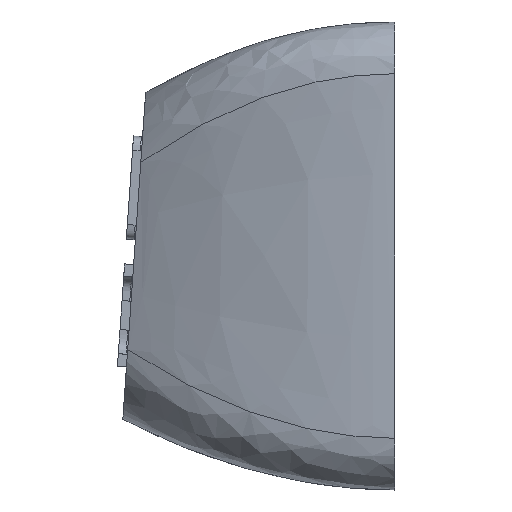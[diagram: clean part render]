
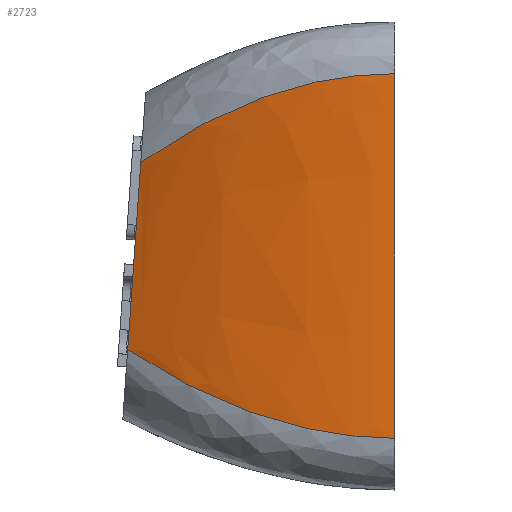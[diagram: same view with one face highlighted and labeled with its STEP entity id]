
A CAD part, left-side view. The second image highlights one B-rep face of the part: STEP entity #2723.
In plain terms, the highlighted free-form (B-spline) face has degree [3, 3] with [4, 4] control points.
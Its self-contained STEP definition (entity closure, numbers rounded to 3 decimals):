
#250=FACE_OUTER_BOUND('',#402,.T.);
#402=EDGE_LOOP('',(#2413,#2414,#2415,#2416));
#637=LINE('',#5962,#858);
#638=LINE('',#6011,#859);
#858=VECTOR('',#3246,10.);
#859=VECTOR('',#3249,10.);
#1007=B_SPLINE_CURVE_WITH_KNOTS('',3,(#5990,#5991,#5992,#5993),
 .UNSPECIFIED.,.F.,.F.,(4,4),(0.,1.),.UNSPECIFIED.);
#1008=B_SPLINE_CURVE_WITH_KNOTS('',3,(#6012,#6013,#6014,#6015),
 .UNSPECIFIED.,.F.,.F.,(4,4),(0.,1.),.UNSPECIFIED.);
#1280=VERTEX_POINT('',#5948);
#1286=VERTEX_POINT('',#5960);
#1288=VERTEX_POINT('',#5984);
#1289=VERTEX_POINT('',#6010);
#1676=EDGE_CURVE('',#1280,#1286,#637,.T.);
#1679=EDGE_CURVE('',#1288,#1280,#1007,.T.);
#1680=EDGE_CURVE('',#1288,#1289,#638,.T.);
#1681=EDGE_CURVE('',#1289,#1286,#1008,.T.);
#2413=ORIENTED_EDGE('',*,*,#1680,.F.);
#2414=ORIENTED_EDGE('',*,*,#1679,.T.);
#2415=ORIENTED_EDGE('',*,*,#1676,.T.);
#2416=ORIENTED_EDGE('',*,*,#1681,.F.);
#2582=B_SPLINE_SURFACE_WITH_KNOTS('',3,3,((#5994,#5995,#5996,#5997),(#5998,
#5999,#6000,#6001),(#6002,#6003,#6004,#6005),(#6006,#6007,#6008,#6009)),
 .UNSPECIFIED.,.F.,.F.,.F.,(4,4),(4,4),(0.,1.),(0.,1.),.UNSPECIFIED.);
#2723=ADVANCED_FACE('',(#250),#2582,.F.);
#3246=DIRECTION('',(0.,0.,1.));
#3249=DIRECTION('',(0.,-0.07,0.998));
#5948=CARTESIAN_POINT('',(0.,0.,2.));
#5960=CARTESIAN_POINT('',(0.,0.,16.1));
#5962=CARTESIAN_POINT('',(0.,0.,2.));
#5984=CARTESIAN_POINT('',(2.7,10.32,5.433));
#5990=CARTESIAN_POINT('Ctrl Pts',(2.7,10.32,5.433));
#5991=CARTESIAN_POINT('Ctrl Pts',(0.9,6.88,3.144));
#5992=CARTESIAN_POINT('Ctrl Pts',(0.,3.356,
2.));
#5993=CARTESIAN_POINT('Ctrl Pts',(0.,0.,2.));
#5994=CARTESIAN_POINT('Ctrl Pts',(2.7,10.32,5.433));
#5995=CARTESIAN_POINT('Ctrl Pts',(0.9,6.88,3.144));
#5996=CARTESIAN_POINT('Ctrl Pts',(0.,3.356,
2.));
#5997=CARTESIAN_POINT('Ctrl Pts',(0.,0.,2.));
#5998=CARTESIAN_POINT('Ctrl Pts',(2.7,10.221,6.843));
#5999=CARTESIAN_POINT('Ctrl Pts',(0.939,6.814,4.776));
#6000=CARTESIAN_POINT('Ctrl Pts',(0.,3.356,
3.047));
#6001=CARTESIAN_POINT('Ctrl Pts',(0.,0.,3.047));
#6002=CARTESIAN_POINT('Ctrl Pts',(2.7,9.913,11.261));
#6003=CARTESIAN_POINT('Ctrl Pts',(0.939,6.608,13.325));
#6004=CARTESIAN_POINT('Ctrl Pts',(0.,3.356,
15.053));
#6005=CARTESIAN_POINT('Ctrl Pts',(0.,0.,15.053));
#6006=CARTESIAN_POINT('Ctrl Pts',(2.7,9.814,12.671));
#6007=CARTESIAN_POINT('Ctrl Pts',(0.9,6.543,14.957));
#6008=CARTESIAN_POINT('Ctrl Pts',(0.,3.356,
16.1));
#6009=CARTESIAN_POINT('Ctrl Pts',(0.,0.,16.1));
#6010=CARTESIAN_POINT('',(2.7,9.814,12.671));
#6011=CARTESIAN_POINT('',(2.7,10.32,5.433));
#6012=CARTESIAN_POINT('Ctrl Pts',(2.7,9.814,12.671));
#6013=CARTESIAN_POINT('Ctrl Pts',(0.9,6.543,14.957));
#6014=CARTESIAN_POINT('Ctrl Pts',(0.,3.356,
16.1));
#6015=CARTESIAN_POINT('Ctrl Pts',(0.,0.,
16.1));
